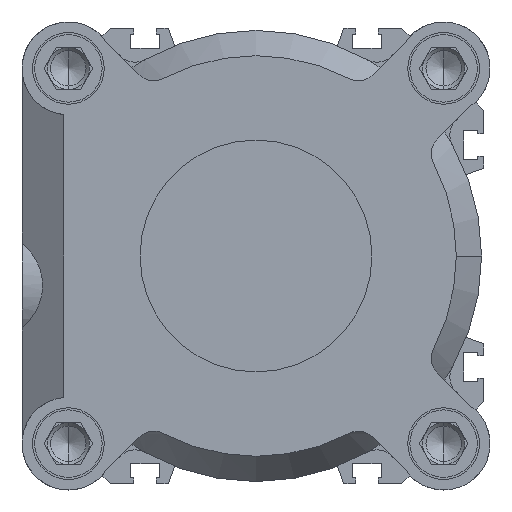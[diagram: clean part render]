
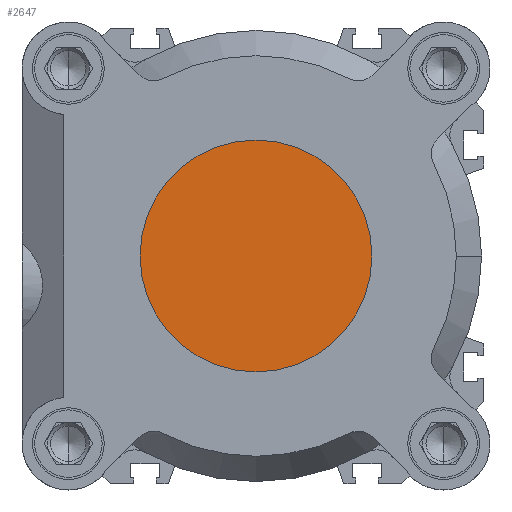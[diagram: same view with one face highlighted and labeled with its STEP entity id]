
A CAD part, left-side view. The second image highlights one B-rep face of the part: STEP entity #2647.
In plain terms, the highlighted face is planar.
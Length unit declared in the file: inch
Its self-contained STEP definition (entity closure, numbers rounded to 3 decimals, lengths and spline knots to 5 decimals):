
#526 = DIRECTION ( 'NONE',  ( 0., 0., 1. ) ) ;
#1081 = AXIS2_PLACEMENT_3D ( 'NONE', #13843, #7204, #526 ) ;
#1324 = CARTESIAN_POINT ( 'NONE',  ( 1.73228, 1.08268, 0. ) ) ;
#2469 = PLANE ( 'NONE',  #8664 ) ;
#2556 = VERTEX_POINT ( 'NONE', #13392 ) ;
#2647 = ADVANCED_FACE ( 'NONE', ( #9827 ), #2469, .F. ) ;
#2755 = DIRECTION ( 'NONE',  ( -1., 0., 0. ) ) ;
#4233 = CIRCLE ( 'NONE', #9015, 1.08268 ) ;
#5706 = VERTEX_POINT ( 'NONE', #9461 ) ;
#5825 = DIRECTION ( 'NONE',  ( -1., 0., 0. ) ) ;
#6344 = ORIENTED_EDGE ( 'NONE', *, *, #8026, .F. ) ;
#7204 = DIRECTION ( 'NONE',  ( -1., 0., 0. ) ) ;
#8026 = EDGE_CURVE ( 'NONE', #5706, #2556, #11278, .T. ) ;
#8664 = AXIS2_PLACEMENT_3D ( 'NONE', #1324, #5825, #13577 ) ;
#9015 = AXIS2_PLACEMENT_3D ( 'NONE', #9459, #2755, #10567 ) ;
#9263 = EDGE_LOOP ( 'NONE', ( #6344, #11925 ) ) ;
#9459 = CARTESIAN_POINT ( 'NONE',  ( 1.73228, 0., 0. ) ) ;
#9461 = CARTESIAN_POINT ( 'NONE',  ( 1.73228, 0., 1.08268 ) ) ;
#9827 = FACE_OUTER_BOUND ( 'NONE', #9263, .T. ) ;
#10495 = EDGE_CURVE ( 'NONE', #2556, #5706, #4233, .T. ) ;
#10567 = DIRECTION ( 'NONE',  ( 0., 0., 1. ) ) ;
#11278 = CIRCLE ( 'NONE', #1081, 1.08268 ) ;
#11925 = ORIENTED_EDGE ( 'NONE', *, *, #10495, .F. ) ;
#13392 = CARTESIAN_POINT ( 'NONE',  ( 1.73228, 0., -1.08268 ) ) ;
#13577 = DIRECTION ( 'NONE',  ( 0., 0., 1. ) ) ;
#13843 = CARTESIAN_POINT ( 'NONE',  ( 1.73228, 0., 0. ) ) ;
